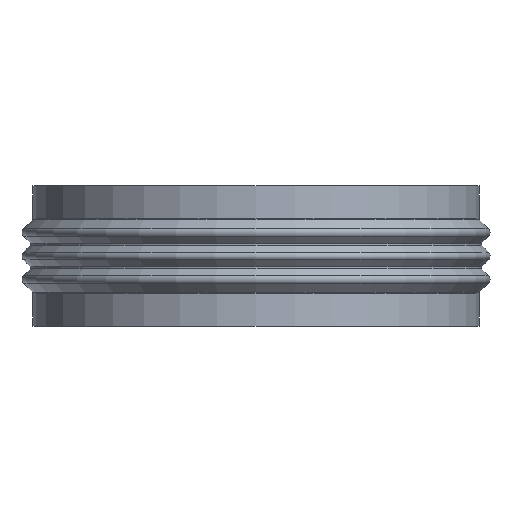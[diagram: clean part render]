
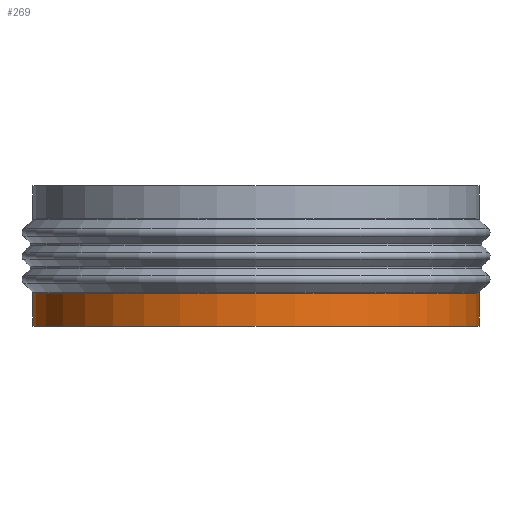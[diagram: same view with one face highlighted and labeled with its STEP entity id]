
A CAD part, front view. The second image highlights one B-rep face of the part: STEP entity #269.
In plain terms, the highlighted cylindrical face has radius 254 mm (diameter 508 mm), a full revolution.
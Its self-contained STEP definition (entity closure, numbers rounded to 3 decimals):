
#37 = DIRECTION ( 'NONE',  ( 0., 0., 1. ) ) ;
#43 = DIRECTION ( 'NONE',  ( 0., 0., 1. ) ) ;
#44 = EDGE_LOOP ( 'NONE', ( #342 ) ) ;
#96 = ORIENTED_EDGE ( 'NONE', *, *, #722, .F. ) ;
#98 = CARTESIAN_POINT ( 'NONE',  ( 0., 0., 0. ) ) ;
#134 = CARTESIAN_POINT ( 'NONE',  ( 0., -254., 37.515 ) ) ;
#160 = VERTEX_POINT ( 'NONE', #134 ) ;
#162 = AXIS2_PLACEMENT_3D ( 'NONE', #249, #309, #363 ) ;
#164 = CYLINDRICAL_SURFACE ( 'NONE', #391, 254. ) ;
#210 = VERTEX_POINT ( 'NONE', #424 ) ;
#213 = FACE_OUTER_BOUND ( 'NONE', #709, .T. ) ;
#249 = CARTESIAN_POINT ( 'NONE',  ( 0., 0., 37.515 ) ) ;
#269 = ADVANCED_FACE ( 'NONE', ( #213, #399 ), #164, .T. ) ;
#309 = DIRECTION ( 'NONE',  ( 0., 0., 1. ) ) ;
#310 = CIRCLE ( 'NONE', #327, 254. ) ;
#327 = AXIS2_PLACEMENT_3D ( 'NONE', #710, #37, #328 ) ;
#328 = DIRECTION ( 'NONE',  ( 0., -1., 0. ) ) ;
#342 = ORIENTED_EDGE ( 'NONE', *, *, #396, .T. ) ;
#363 = DIRECTION ( 'NONE',  ( 0., -1., 0. ) ) ;
#375 = DIRECTION ( 'NONE',  ( 0., -1., 0. ) ) ;
#391 = AXIS2_PLACEMENT_3D ( 'NONE', #98, #43, #375 ) ;
#396 = EDGE_CURVE ( 'NONE', #210, #210, #310, .T. ) ;
#399 = FACE_OUTER_BOUND ( 'NONE', #44, .T. ) ;
#424 = CARTESIAN_POINT ( 'NONE',  ( 0., -254., 0. ) ) ;
#451 = CIRCLE ( 'NONE', #162, 254. ) ;
#709 = EDGE_LOOP ( 'NONE', ( #96 ) ) ;
#710 = CARTESIAN_POINT ( 'NONE',  ( 0., 0., 0. ) ) ;
#722 = EDGE_CURVE ( 'NONE', #160, #160, #451, .T. ) ;
